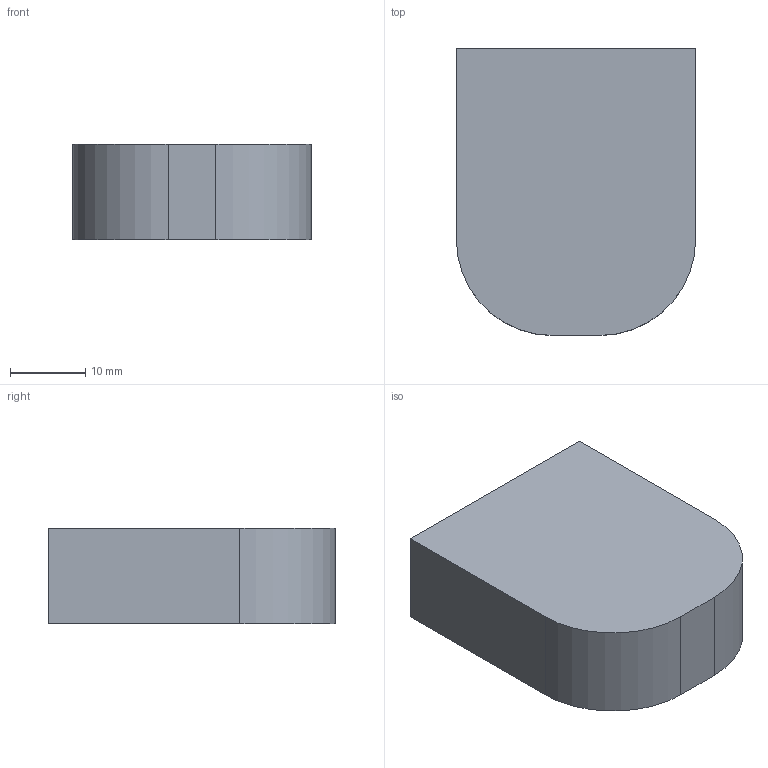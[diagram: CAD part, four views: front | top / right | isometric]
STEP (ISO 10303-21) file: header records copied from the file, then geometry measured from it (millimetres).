
FILE_DESCRIPTION(('HOOPS Exchange Step'),'2;1');
FILE_NAME('fe7dd308137a192ef6c7fd76ee3a1e2420200328-1206-1ubwjbf.sldprt.step','2020-03-28T05:25:15+00:00',('converter2'),('Unknown organisation'),'HOOPS Exchange 2019.2','HOOPS Exchange','Unknown authorisation');
FILE_SCHEMA( ('AUTOMOTIVE_DESIGN { 1 0 10303 214 1 1 1 1 }') );
Length unit declared in the file: inch
Products named in the file (2): Default; fe7dd308137a192ef6c7fd76ee3a1e2420200328-1206-1ubwjbf
Assembly tree (1 placements, depth 2):
  fe7dd308137a192ef6c7fd76ee3a1e2420200328-1206-1ubwjbf
    Default
Bounding box: 31.75 x 38.1 x 12.7 mm (x, y, z)
Volume: 14319 mm3; surface area: 4078.8 mm2
Topology: 1 solids, 1 shells, 10 faces, 21 edges, 14 vertices
Faces by surface type: plane 7, cylinder 3
Full cylindrical faces by diameter (mm): 4.064 x1
Entity records: 324 total; most frequent: DIRECTION 53, CARTESIAN_POINT 48, ORIENTED_EDGE 42, EDGE_CURVE 21, AXIS2_PLACEMENT_3D 19, VECTOR 15, LINE 15, VERTEX_POINT 14
